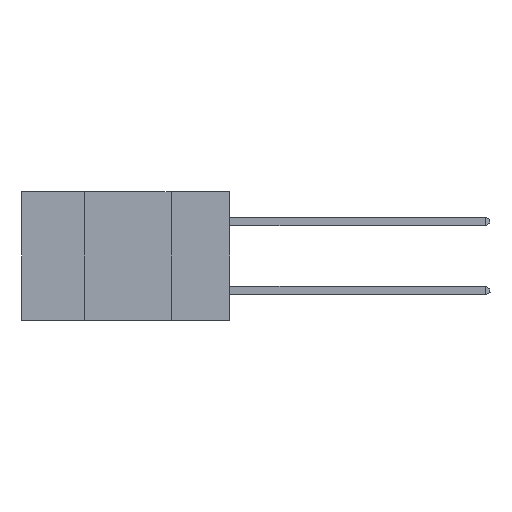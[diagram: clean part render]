
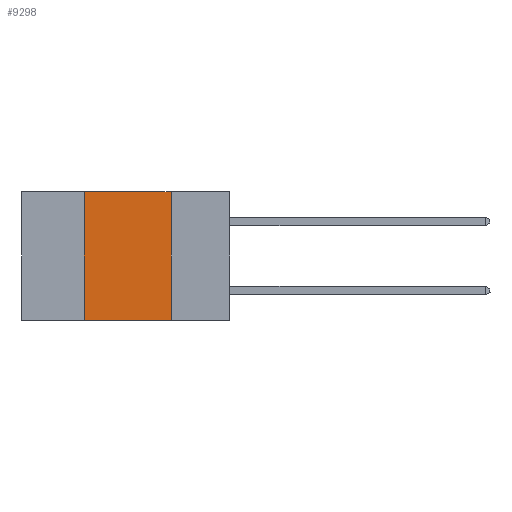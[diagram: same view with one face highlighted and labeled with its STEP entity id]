
A CAD part, left-side view. The second image highlights one B-rep face of the part: STEP entity #9298.
In plain terms, the highlighted planar face has unit normal (-1, 0, 0).
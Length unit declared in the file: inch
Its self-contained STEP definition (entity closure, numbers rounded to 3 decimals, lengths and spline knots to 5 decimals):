
#1814 = LINE ( 'NONE', #6726, #4185 ) ;
#1838 = CARTESIAN_POINT ( 'NONE',  ( 0., 0.42, 0. ) ) ;
#2630 = CARTESIAN_POINT ( 'NONE',  ( 0., 0.17, -0.37 ) ) ;
#2665 = DIRECTION ( 'NONE',  ( 0., -1., 0. ) ) ;
#3318 = LINE ( 'NONE', #3661, #5348 ) ;
#3469 = ORIENTED_EDGE ( 'NONE', *, *, #9994, .F. ) ;
#3661 = CARTESIAN_POINT ( 'NONE',  ( 0., 0.6, -0.37 ) ) ;
#4185 = VECTOR ( 'NONE', #7898, 39.37008 ) ;
#4397 = EDGE_LOOP ( 'NONE', ( #5310, #3469, #4952, #14300 ) ) ;
#4788 = VECTOR ( 'NONE', #14666, 39.37008 ) ;
#4952 = ORIENTED_EDGE ( 'NONE', *, *, #6310, .F. ) ;
#5096 = DIRECTION ( 'NONE',  ( 1., 0., 0. ) ) ;
#5310 = ORIENTED_EDGE ( 'NONE', *, *, #7195, .F. ) ;
#5348 = VECTOR ( 'NONE', #2665, 39.37008 ) ;
#5469 = EDGE_CURVE ( 'NONE', #5632, #10820, #3318, .T. ) ;
#5632 = VERTEX_POINT ( 'NONE', #7893 ) ;
#6011 = AXIS2_PLACEMENT_3D ( 'NONE', #12850, #5096, #8530 ) ;
#6310 = EDGE_CURVE ( 'NONE', #5632, #12288, #7305, .T. ) ;
#6693 = VERTEX_POINT ( 'NONE', #7669 ) ;
#6726 = CARTESIAN_POINT ( 'NONE',  ( 0., 0.17, 0. ) ) ;
#6779 = LINE ( 'NONE', #10201, #12657 ) ;
#7195 = EDGE_CURVE ( 'NONE', #6693, #10820, #1814, .T. ) ;
#7305 = LINE ( 'NONE', #8965, #4788 ) ;
#7669 = CARTESIAN_POINT ( 'NONE',  ( 0., 0.17, 0. ) ) ;
#7893 = CARTESIAN_POINT ( 'NONE',  ( 0., 0.42, -0.37 ) ) ;
#7898 = DIRECTION ( 'NONE',  ( 0., 0., -1. ) ) ;
#8530 = DIRECTION ( 'NONE',  ( 0., 0., -1. ) ) ;
#8965 = CARTESIAN_POINT ( 'NONE',  ( 0., 0.42, 0. ) ) ;
#9298 = ADVANCED_FACE ( 'NONE', ( #11216 ), #11673, .F. ) ;
#9994 = EDGE_CURVE ( 'NONE', #12288, #6693, #6779, .T. ) ;
#10201 = CARTESIAN_POINT ( 'NONE',  ( 0., 0.6, 0. ) ) ;
#10820 = VERTEX_POINT ( 'NONE', #2630 ) ;
#11216 = FACE_OUTER_BOUND ( 'NONE', #4397, .T. ) ;
#11673 = PLANE ( 'NONE',  #6011 ) ;
#11687 = DIRECTION ( 'NONE',  ( 0., -1., 0. ) ) ;
#12288 = VERTEX_POINT ( 'NONE', #1838 ) ;
#12657 = VECTOR ( 'NONE', #11687, 39.37008 ) ;
#12850 = CARTESIAN_POINT ( 'NONE',  ( 0., 0.6, 0. ) ) ;
#14300 = ORIENTED_EDGE ( 'NONE', *, *, #5469, .T. ) ;
#14666 = DIRECTION ( 'NONE',  ( 0., 0., 1. ) ) ;
